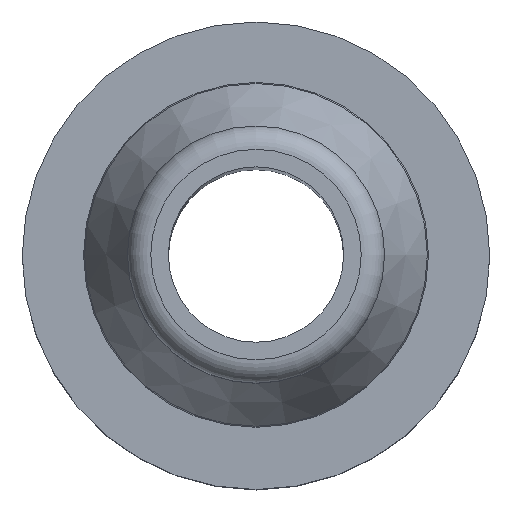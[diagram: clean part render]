
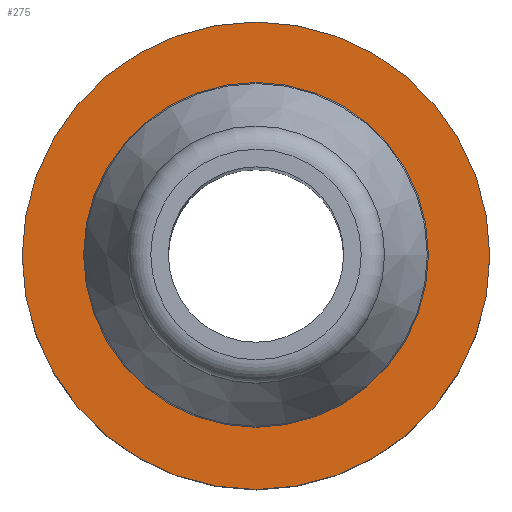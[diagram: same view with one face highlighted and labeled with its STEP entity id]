
A CAD part, top view. The second image highlights one B-rep face of the part: STEP entity #275.
In plain terms, the highlighted planar face has unit normal (0, 0, 1).
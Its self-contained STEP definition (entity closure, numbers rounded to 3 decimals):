
#34=PLANE('',#328);
#66=ORIENTED_EDGE('',*,*,#100,.T.);
#67=ORIENTED_EDGE('',*,*,#99,.F.);
#99=EDGE_CURVE('',#123,#123,#147,.T.);
#100=EDGE_CURVE('',#124,#124,#148,.T.);
#123=VERTEX_POINT('',#490);
#124=VERTEX_POINT('',#493);
#147=CIRCLE('',#327,2.);
#148=CIRCLE('',#329,1.45);
#186=EDGE_LOOP('',(#66));
#187=EDGE_LOOP('',(#67));
#234=FACE_BOUND('',#186,.T.);
#235=FACE_BOUND('',#187,.T.);
#275=ADVANCED_FACE('',(#234,#235),#34,.T.);
#327=AXIS2_PLACEMENT_3D('',#489,#407,#408);
#328=AXIS2_PLACEMENT_3D('',#491,#409,#410);
#329=AXIS2_PLACEMENT_3D('',#492,#411,#412);
#407=DIRECTION('',(0.,0.,-1.));
#408=DIRECTION('',(-1.,0.,0.));
#409=DIRECTION('',(0.,0.,1.));
#410=DIRECTION('',(1.,0.,0.));
#411=DIRECTION('',(0.,0.,-1.));
#412=DIRECTION('',(-1.,0.,0.));
#489=CARTESIAN_POINT('',(0.,0.,8.));
#490=CARTESIAN_POINT('',(-2.,0.,8.));
#491=CARTESIAN_POINT('',(0.,2.,8.));
#492=CARTESIAN_POINT('',(0.,0.,8.));
#493=CARTESIAN_POINT('',(-1.45,0.,8.));
